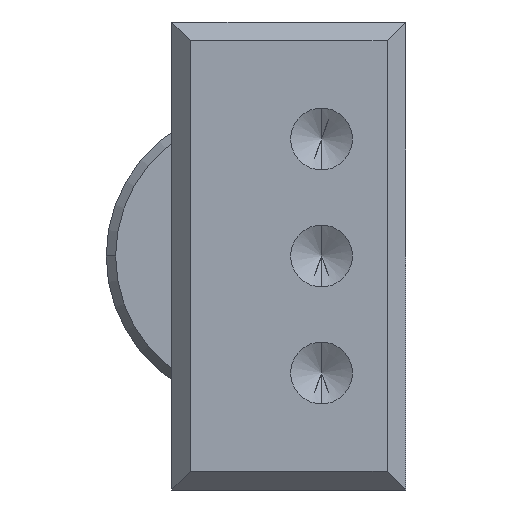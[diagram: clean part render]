
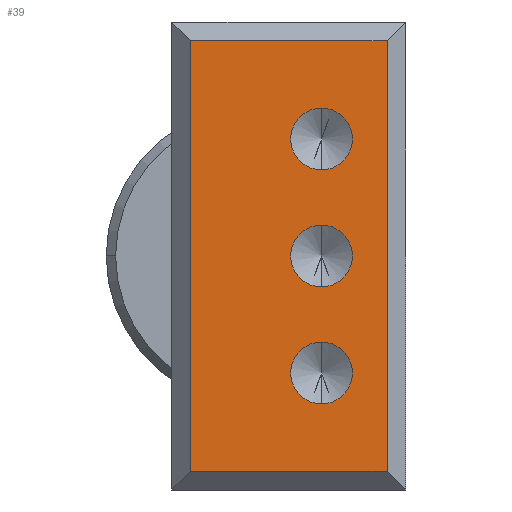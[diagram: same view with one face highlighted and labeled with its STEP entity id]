
A CAD part, front view. The second image highlights one B-rep face of the part: STEP entity #39.
In plain terms, the highlighted planar face has unit normal (0, -1, 0).
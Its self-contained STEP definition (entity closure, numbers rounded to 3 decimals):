
#38 = EDGE_CURVE ( 'NONE', #3090, #2014, #476, .T. ) ;
#39 = ADVANCED_FACE ( 'NONE', ( #3319, #900, #573, #2770 ), #3268, .F. ) ;
#65 = DIRECTION ( 'NONE',  ( 0., 0., -1. ) ) ;
#171 = CARTESIAN_POINT ( 'NONE',  ( 8., -12.5, 6.25 ) ) ;
#182 = EDGE_CURVE ( 'NONE', #1912, #510, #3396, .T. ) ;
#196 = VERTEX_POINT ( 'NONE', #2694 ) ;
#223 = LINE ( 'NONE', #1332, #1196 ) ;
#268 = DIRECTION ( 'NONE',  ( 0., 0., -1. ) ) ;
#310 = AXIS2_PLACEMENT_3D ( 'NONE', #171, #2620, #2179 ) ;
#347 = DIRECTION ( 'NONE',  ( 0., -1., 0. ) ) ;
#374 = CIRCLE ( 'NONE', #310, 1.65 ) ;
#390 = DIRECTION ( 'NONE',  ( 1., 0., 0. ) ) ;
#421 = VERTEX_POINT ( 'NONE', #955 ) ;
#476 = CIRCLE ( 'NONE', #2293, 1.65 ) ;
#510 = VERTEX_POINT ( 'NONE', #1534 ) ;
#513 = ORIENTED_EDGE ( 'NONE', *, *, #2868, .F. ) ;
#546 = CARTESIAN_POINT ( 'NONE',  ( 8., -12.5, 6.25 ) ) ;
#573 = FACE_BOUND ( 'NONE', #3163, .T. ) ;
#582 = EDGE_CURVE ( 'NONE', #421, #3214, #832, .T. ) ;
#602 = CARTESIAN_POINT ( 'NONE',  ( 11.5, -12.5, 1. ) ) ;
#624 = DIRECTION ( 'NONE',  ( 0., 1., 0. ) ) ;
#646 = LINE ( 'NONE', #1754, #880 ) ;
#649 = CARTESIAN_POINT ( 'NONE',  ( 12.5, -12.5, 24. ) ) ;
#767 = CIRCLE ( 'NONE', #3216, 1.65 ) ;
#777 = AXIS2_PLACEMENT_3D ( 'NONE', #1887, #2957, #3151 ) ;
#823 = CARTESIAN_POINT ( 'NONE',  ( 8., -12.5, 18.75 ) ) ;
#832 = CIRCLE ( 'NONE', #777, 1.65 ) ;
#880 = VECTOR ( 'NONE', #390, 1000. ) ;
#900 = FACE_BOUND ( 'NONE', #1590, .T. ) ;
#901 = CARTESIAN_POINT ( 'NONE',  ( 8., -12.5, 18.75 ) ) ;
#930 = AXIS2_PLACEMENT_3D ( 'NONE', #901, #347, #65 ) ;
#955 = CARTESIAN_POINT ( 'NONE',  ( 8., -12.5, 10.85 ) ) ;
#959 = CARTESIAN_POINT ( 'NONE',  ( 1., -12.5, 25. ) ) ;
#981 = DIRECTION ( 'NONE',  ( 0., 0., -1. ) ) ;
#1018 = DIRECTION ( 'NONE',  ( 0., 0., -1. ) ) ;
#1024 = CARTESIAN_POINT ( 'NONE',  ( 8., -12.5, 17.1 ) ) ;
#1054 = AXIS2_PLACEMENT_3D ( 'NONE', #546, #2667, #1843 ) ;
#1196 = VECTOR ( 'NONE', #1651, 1000. ) ;
#1242 = ORIENTED_EDGE ( 'NONE', *, *, #2952, .F. ) ;
#1332 = CARTESIAN_POINT ( 'NONE',  ( 11.5, -12.5, 25. ) ) ;
#1348 = VECTOR ( 'NONE', #3045, 1000. ) ;
#1424 = EDGE_LOOP ( 'NONE', ( #2897, #3339, #2881, #2244 ) ) ;
#1496 = AXIS2_PLACEMENT_3D ( 'NONE', #1715, #624, #2789 ) ;
#1503 = ORIENTED_EDGE ( 'NONE', *, *, #2844, .F. ) ;
#1534 = CARTESIAN_POINT ( 'NONE',  ( 1., -12.5, 1. ) ) ;
#1590 = EDGE_LOOP ( 'NONE', ( #1242, #2735 ) ) ;
#1651 = DIRECTION ( 'NONE',  ( 0., 0., 1. ) ) ;
#1715 = CARTESIAN_POINT ( 'NONE',  ( 12.5, -12.5, 25. ) ) ;
#1754 = CARTESIAN_POINT ( 'NONE',  ( 12.5, -12.5, 1. ) ) ;
#1841 = VERTEX_POINT ( 'NONE', #3300 ) ;
#1843 = DIRECTION ( 'NONE',  ( 0., 0., -1. ) ) ;
#1844 = ORIENTED_EDGE ( 'NONE', *, *, #582, .F. ) ;
#1887 = CARTESIAN_POINT ( 'NONE',  ( 8., -12.5, 12.5 ) ) ;
#1912 = VERTEX_POINT ( 'NONE', #3134 ) ;
#2014 = VERTEX_POINT ( 'NONE', #3209 ) ;
#2032 = EDGE_CURVE ( 'NONE', #2064, #1841, #223, .T. ) ;
#2049 = DIRECTION ( 'NONE',  ( 0., -1., 0. ) ) ;
#2064 = VERTEX_POINT ( 'NONE', #602 ) ;
#2179 = DIRECTION ( 'NONE',  ( 0., 0., -1. ) ) ;
#2234 = DIRECTION ( 'NONE',  ( 0., -1., 0. ) ) ;
#2244 = ORIENTED_EDGE ( 'NONE', *, *, #3469, .T. ) ;
#2250 = CIRCLE ( 'NONE', #1054, 1.65 ) ;
#2293 = AXIS2_PLACEMENT_3D ( 'NONE', #823, #2234, #268 ) ;
#2353 = VERTEX_POINT ( 'NONE', #3356 ) ;
#2396 = EDGE_LOOP ( 'NONE', ( #1844, #513 ) ) ;
#2447 = ORIENTED_EDGE ( 'NONE', *, *, #38, .F. ) ;
#2474 = CIRCLE ( 'NONE', #930, 1.65 ) ;
#2513 = LINE ( 'NONE', #649, #1348 ) ;
#2620 = DIRECTION ( 'NONE',  ( 0., -1., 0. ) ) ;
#2621 = EDGE_CURVE ( 'NONE', #510, #2064, #646, .T. ) ;
#2659 = EDGE_CURVE ( 'NONE', #2353, #196, #2250, .T. ) ;
#2667 = DIRECTION ( 'NONE',  ( 0., -1., 0. ) ) ;
#2694 = CARTESIAN_POINT ( 'NONE',  ( 8., -12.5, 4.6 ) ) ;
#2735 = ORIENTED_EDGE ( 'NONE', *, *, #2659, .F. ) ;
#2770 = FACE_OUTER_BOUND ( 'NONE', #1424, .T. ) ;
#2784 = CARTESIAN_POINT ( 'NONE',  ( 8., -12.5, 14.15 ) ) ;
#2789 = DIRECTION ( 'NONE',  ( 0., 0., 1. ) ) ;
#2844 = EDGE_CURVE ( 'NONE', #2014, #3090, #2474, .T. ) ;
#2868 = EDGE_CURVE ( 'NONE', #3214, #421, #767, .T. ) ;
#2881 = ORIENTED_EDGE ( 'NONE', *, *, #2032, .T. ) ;
#2885 = CARTESIAN_POINT ( 'NONE',  ( 8., -12.5, 12.5 ) ) ;
#2897 = ORIENTED_EDGE ( 'NONE', *, *, #182, .T. ) ;
#2952 = EDGE_CURVE ( 'NONE', #196, #2353, #374, .T. ) ;
#2957 = DIRECTION ( 'NONE',  ( 0., -1., 0. ) ) ;
#3045 = DIRECTION ( 'NONE',  ( -1., 0., 0. ) ) ;
#3090 = VERTEX_POINT ( 'NONE', #1024 ) ;
#3134 = CARTESIAN_POINT ( 'NONE',  ( 1., -12.5, 24. ) ) ;
#3151 = DIRECTION ( 'NONE',  ( 0., 0., -1. ) ) ;
#3163 = EDGE_LOOP ( 'NONE', ( #2447, #1503 ) ) ;
#3209 = CARTESIAN_POINT ( 'NONE',  ( 8., -12.5, 20.4 ) ) ;
#3214 = VERTEX_POINT ( 'NONE', #2784 ) ;
#3216 = AXIS2_PLACEMENT_3D ( 'NONE', #2885, #2049, #981 ) ;
#3250 = VECTOR ( 'NONE', #1018, 1000. ) ;
#3268 = PLANE ( 'NONE',  #1496 ) ;
#3300 = CARTESIAN_POINT ( 'NONE',  ( 11.5, -12.5, 24. ) ) ;
#3319 = FACE_BOUND ( 'NONE', #2396, .T. ) ;
#3339 = ORIENTED_EDGE ( 'NONE', *, *, #2621, .T. ) ;
#3356 = CARTESIAN_POINT ( 'NONE',  ( 8., -12.5, 7.9 ) ) ;
#3396 = LINE ( 'NONE', #959, #3250 ) ;
#3469 = EDGE_CURVE ( 'NONE', #1841, #1912, #2513, .T. ) ;
